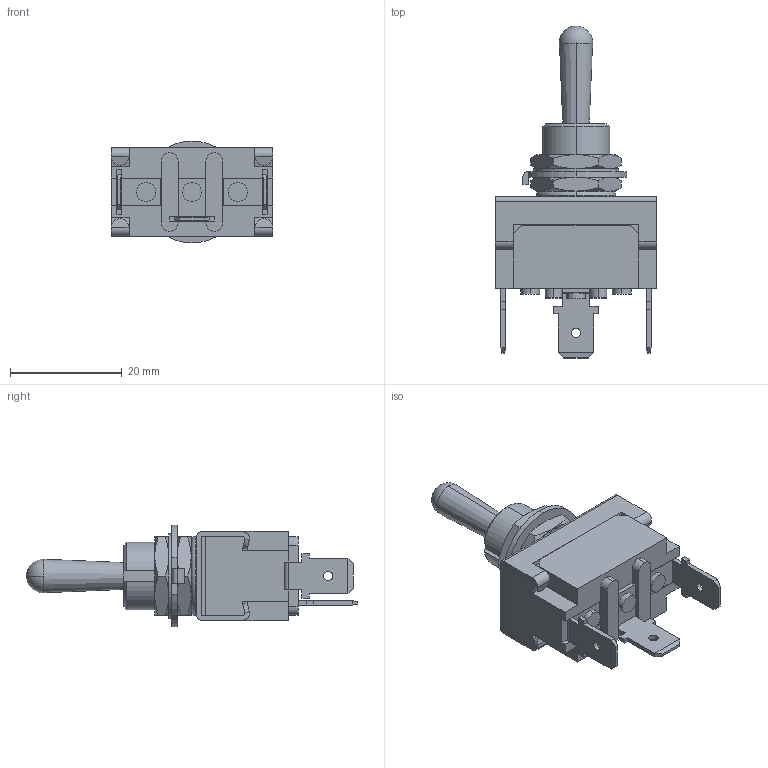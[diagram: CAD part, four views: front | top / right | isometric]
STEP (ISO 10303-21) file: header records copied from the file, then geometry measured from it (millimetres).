
FILE_DESCRIPTION (( 'STEP AP203' ), '1' );
FILE_NAME ('ATE05.STEP', '2020-03-15T23:58:31', ( '' ), ( '' ), 'SwSTEP 2.0', 'SolidWorks 2018', '' );
FILE_SCHEMA (( 'CONFIG_CONTROL_DESIGN' ));
Length unit declared in the file: millimetre
Products named in the file (10): 働乕僗 扨嬌 (A僔儕乕僘); 5端子 (Aシリーズ); 9802 0457 20(リング)model; 上組 スリーブ組 標準トグル単極 (Aシリーズ); ATE05; 9803 0458 20(L儚僢僔儍乕)model; 僼儗乕儉慻扨嬌僩僌儖 (A僔儕乕僘); 9801 0063 20(ナット)model; 壓慻 扨嬌 5抂巕 (A僔儕乕僘); 僗儕乕僽慻僩僌儖扨嬌 (A僔儕乕僘)
Assembly tree (12 placements, depth 3):
  ATE05
    壓慻 扨嬌 5抂巕 (A僔儕乕僘)
      働乕僗 扨嬌 (A僔儕乕僘)
      5端子 (Aシリーズ)  x3
    上組 スリーブ組 標準トグル単極 (Aシリーズ)
      僼儗乕儉慻扨嬌僩僌儖 (A僔儕乕僘)
      僗儕乕僽慻僩僌儖扨嬌 (A僔儕乕僘)
    9801 0063 20(ナット)model  x2
    9802 0457 20(リング)model
    9803 0458 20(L儚僢僔儍乕)model
Bounding box: 28.85 x 59.3 x 18.2 mm (x, y, z)
Volume: 9734.9 mm3; surface area: 8035.1 mm2
Topology: 11 solids, 11 shells, 340 faces, 881 edges, 572 vertices
Faces by surface type: plane 197, cylinder 106, cone 31, sphere 4, torus 2
Entity records: 9347 total; most frequent: CARTESIAN_POINT 1620, DIRECTION 1409, ORIENTED_EDGE 1372, EDGE_CURVE 686, AXIS2_PLACEMENT_3D 492, VERTEX_POINT 449, LINE 425, VECTOR 425
